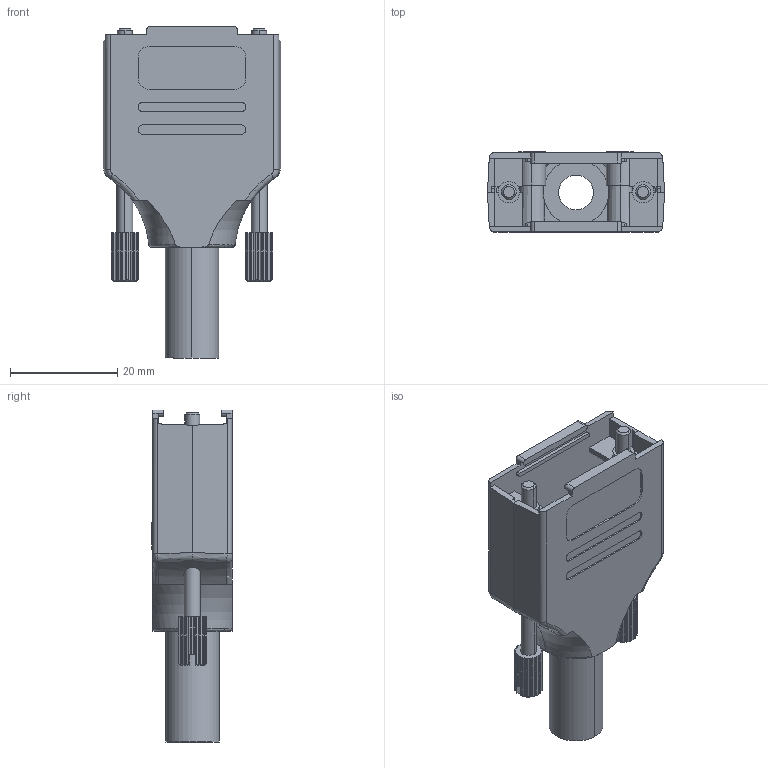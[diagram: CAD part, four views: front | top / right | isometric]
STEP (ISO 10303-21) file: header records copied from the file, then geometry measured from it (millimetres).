
FILE_DESCRIPTION (( 'STEP AP214' ), '1' );
FILE_NAME ('6560-0135-01.STEP', '2022-03-25T13:33:23', ( '' ), ( '' ), 'SwSTEP 2.0', 'SolidWorks 2021', '' );
FILE_SCHEMA (( 'AUTOMOTIVE_DESIGN' ));
Length unit declared in the file: millimetre
Products named in the file (7): 6824-0120-02; 6805-0136-11; 6826-0141-02; 6805-0136-01; 6855-0117-03; 6560-0135-01; 6522-0110-12
Assembly tree (8 placements, depth 2):
  6560-0135-01
    6805-0136-11
    6522-0110-12
    6805-0136-01
    6826-0141-02  x2
    6855-0117-03  x2
    6824-0120-02
Bounding box: 33 x 14.95 x 61.85 mm (x, y, z)
Volume: 5927.3 mm3; surface area: 12317.6 mm2
Topology: 8 solids, 8 shells, 1687 faces, 3887 edges, 2244 vertices
Faces by surface type: bspline 822, cylinder 438, plane 381, cone 30, torus 16
Entity records: 114267 total; most frequent: CARTESIAN_POINT 89521, ORIENTED_EDGE 6848, EDGE_CURVE 3424, DIRECTION 3051, VERTEX_POINT 1938, EDGE_LOOP 1554, FACE_OUTER_BOUND 1522, ADVANCED_FACE 1522
